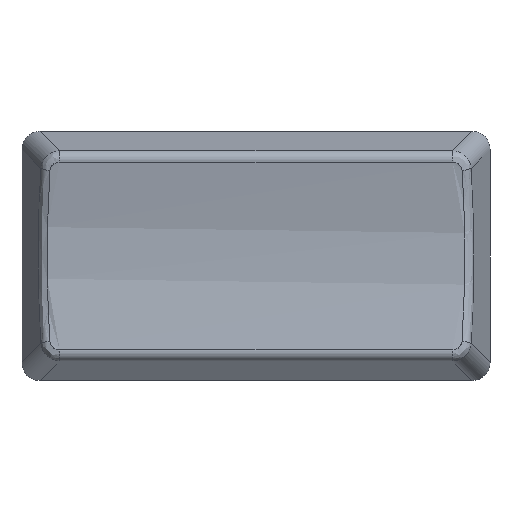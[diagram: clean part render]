
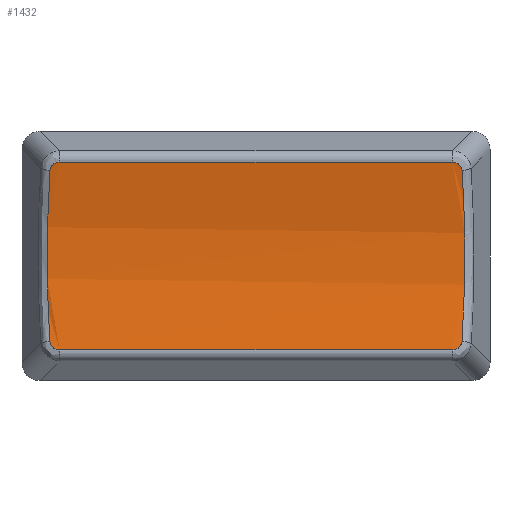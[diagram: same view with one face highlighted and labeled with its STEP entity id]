
A CAD part, top view. The second image highlights one B-rep face of the part: STEP entity #1432.
In plain terms, the highlighted free-form (B-spline) face has degree [3, 1] with [6, 2] control points.
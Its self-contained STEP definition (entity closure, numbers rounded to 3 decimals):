
#1293=CARTESIAN_POINT('',(-60.415,-118.784,2.235));
#1294=CARTESIAN_POINT('',(-88.085,-118.784,2.235));
#1295=CARTESIAN_POINT('',(-60.415,-120.856,1.745));
#1296=CARTESIAN_POINT('',(-88.085,-120.856,1.745));
#1297=CARTESIAN_POINT('',(-60.415,-122.928,1.5));
#1298=CARTESIAN_POINT('',(-88.085,-122.928,1.5));
#1299=CARTESIAN_POINT('',(-60.415,-127.072,1.5));
#1300=CARTESIAN_POINT('',(-88.085,-127.072,1.5));
#1301=CARTESIAN_POINT('',(-60.415,-129.144,1.745));
#1302=CARTESIAN_POINT('',(-88.085,-129.144,1.745));
#1303=CARTESIAN_POINT('',(-60.415,-131.216,2.235));
#1304=CARTESIAN_POINT('',(-88.085,-131.216,2.235));
#1305=B_SPLINE_SURFACE_WITH_KNOTS('',3,1,((#1293,#1294),(#1295,#1296),(#1297,#1298),(#1299,#1300),(#1301,#1302),(#1303,#1304)),.UNSPECIFIED.,.F.,.F.,.U.,(4,2,4),(2,2),(0.071,0.5,0.929),(0.16,0.929),.UNSPECIFIED.);
#1306=CARTESIAN_POINT('',(-87.261,-118.784,2.235));
#1307=VERTEX_POINT('',#1306);
#1308=CARTESIAN_POINT('',(-87.897,-119.333,2.111));
#1309=VERTEX_POINT('',#1308);
#1310=CARTESIAN_POINT('',(-87.261,-118.784,2.235));
#1311=CARTESIAN_POINT('',(-87.34,-118.784,2.235));
#1312=CARTESIAN_POINT('',(-87.419,-118.798,2.232));
#1313=CARTESIAN_POINT('',(-87.493,-118.824,2.226));
#1314=CARTESIAN_POINT('',(-87.566,-118.85,2.22));
#1315=CARTESIAN_POINT('',(-87.635,-118.889,2.21));
#1316=CARTESIAN_POINT('',(-87.694,-118.939,2.199));
#1317=CARTESIAN_POINT('',(-87.753,-118.988,2.188));
#1318=CARTESIAN_POINT('',(-87.802,-119.049,2.174));
#1319=CARTESIAN_POINT('',(-87.837,-119.116,2.159));
#1320=CARTESIAN_POINT('',(-87.872,-119.184,2.144));
#1321=CARTESIAN_POINT('',(-87.892,-119.257,2.127));
#1322=CARTESIAN_POINT('',(-87.897,-119.333,2.111));
#1323=B_SPLINE_CURVE_WITH_KNOTS('',3,(#1310,#1311,#1312,#1313,#1314,#1315,#1316,#1317,#1318,#1319,#1320,#1321,#1322),.UNSPECIFIED.,.F.,.F.,(4,3,3,3,4),(-0.,0.,0.,0.001,0.001),.UNSPECIFIED.);
#1324=EDGE_CURVE('',#1307,#1309,#1323,.T.);
#1325=ORIENTED_EDGE('',*,*,#1324,.T.);
#1326=CARTESIAN_POINT('',(-87.897,-130.667,2.111));
#1327=VERTEX_POINT('',#1326);
#1328=CARTESIAN_POINT('',(-87.897,-119.333,2.111));
#1329=CARTESIAN_POINT('',(-87.959,-120.265,1.91));
#1330=CARTESIAN_POINT('',(-88.006,-121.203,1.757));
#1331=CARTESIAN_POINT('',(-88.037,-122.149,1.655));
#1332=CARTESIAN_POINT('',(-88.053,-122.622,1.603));
#1333=CARTESIAN_POINT('',(-88.065,-123.098,1.565));
#1334=CARTESIAN_POINT('',(-88.073,-123.573,1.539));
#1335=CARTESIAN_POINT('',(-88.081,-124.049,1.513));
#1336=CARTESIAN_POINT('',(-88.085,-124.524,1.5));
#1337=CARTESIAN_POINT('',(-88.085,-125.,1.5));
#1338=CARTESIAN_POINT('',(-88.085,-125.475,1.5));
#1339=CARTESIAN_POINT('',(-88.081,-125.951,1.513));
#1340=CARTESIAN_POINT('',(-88.073,-126.426,1.539));
#1341=CARTESIAN_POINT('',(-88.065,-126.902,1.565));
#1342=CARTESIAN_POINT('',(-88.053,-127.378,1.603));
#1343=CARTESIAN_POINT('',(-88.038,-127.851,1.655));
#1344=CARTESIAN_POINT('',(-88.006,-128.797,1.757));
#1345=CARTESIAN_POINT('',(-87.959,-129.735,1.91));
#1346=CARTESIAN_POINT('',(-87.897,-130.667,2.111));
#1347=B_SPLINE_CURVE_WITH_KNOTS('',3,(#1328,#1329,#1330,#1331,#1332,#1333,#1334,#1335,#1336,#1337,#1338,#1339,#1340,#1341,#1342,#1343,#1344,#1345,#1346),.UNSPECIFIED.,.F.,.F.,(4,3,3,3,3,3,4),(0.,0.003,0.004,0.006,0.007,0.009,0.012),.UNSPECIFIED.);
#1348=EDGE_CURVE('',#1309,#1327,#1347,.T.);
#1349=ORIENTED_EDGE('',*,*,#1348,.T.);
#1350=CARTESIAN_POINT('',(-87.261,-131.216,2.235));
#1351=VERTEX_POINT('',#1350);
#1352=CARTESIAN_POINT('',(-87.897,-130.667,2.111));
#1353=CARTESIAN_POINT('',(-87.887,-130.819,2.144));
#1354=CARTESIAN_POINT('',(-87.812,-130.962,2.176));
#1355=CARTESIAN_POINT('',(-87.694,-131.062,2.199));
#1356=CARTESIAN_POINT('',(-87.575,-131.162,2.222));
#1357=CARTESIAN_POINT('',(-87.42,-131.216,2.235));
#1358=CARTESIAN_POINT('',(-87.261,-131.216,2.235));
#1359=B_SPLINE_CURVE_WITH_KNOTS('',3,(#1352,#1353,#1354,#1355,#1356,#1357,#1358),.UNSPECIFIED.,.F.,.F.,(4,3,4),(-0.,0.,0.001),.UNSPECIFIED.);
#1360=EDGE_CURVE('',#1327,#1351,#1359,.T.);
#1361=ORIENTED_EDGE('',*,*,#1360,.T.);
#1362=CARTESIAN_POINT('',(-61.239,-131.216,2.235));
#1363=VERTEX_POINT('',#1362);
#1364=CARTESIAN_POINT('',(-87.261,-131.216,2.235));
#1365=DIRECTION('',(1.,-0.,-0.));
#1366=VECTOR('',#1365,26.022);
#1367=LINE('',#1364,#1366);
#1368=EDGE_CURVE('',#1351,#1363,#1367,.T.);
#1369=ORIENTED_EDGE('',*,*,#1368,.T.);
#1370=CARTESIAN_POINT('',(-60.603,-130.667,2.111));
#1371=VERTEX_POINT('',#1370);
#1372=CARTESIAN_POINT('',(-61.239,-131.216,2.235));
#1373=CARTESIAN_POINT('',(-61.16,-131.216,2.235));
#1374=CARTESIAN_POINT('',(-61.081,-131.202,2.232));
#1375=CARTESIAN_POINT('',(-61.007,-131.176,2.226));
#1376=CARTESIAN_POINT('',(-60.934,-131.15,2.22));
#1377=CARTESIAN_POINT('',(-60.865,-131.111,2.21));
#1378=CARTESIAN_POINT('',(-60.806,-131.061,2.199));
#1379=CARTESIAN_POINT('',(-60.747,-131.012,2.188));
#1380=CARTESIAN_POINT('',(-60.698,-130.951,2.174));
#1381=CARTESIAN_POINT('',(-60.663,-130.884,2.159));
#1382=CARTESIAN_POINT('',(-60.628,-130.816,2.144));
#1383=CARTESIAN_POINT('',(-60.608,-130.743,2.127));
#1384=CARTESIAN_POINT('',(-60.603,-130.667,2.111));
#1385=B_SPLINE_CURVE_WITH_KNOTS('',3,(#1372,#1373,#1374,#1375,#1376,#1377,#1378,#1379,#1380,#1381,#1382,#1383,#1384),.UNSPECIFIED.,.F.,.F.,(4,3,3,3,4),(0.,0.,0.,0.001,0.001),.UNSPECIFIED.);
#1386=EDGE_CURVE('',#1363,#1371,#1385,.T.);
#1387=ORIENTED_EDGE('',*,*,#1386,.T.);
#1388=CARTESIAN_POINT('',(-60.603,-119.333,2.111));
#1389=VERTEX_POINT('',#1388);
#1390=CARTESIAN_POINT('',(-60.603,-130.667,2.111));
#1391=CARTESIAN_POINT('',(-60.541,-129.735,1.91));
#1392=CARTESIAN_POINT('',(-60.494,-128.797,1.757));
#1393=CARTESIAN_POINT('',(-60.463,-127.851,1.655));
#1394=CARTESIAN_POINT('',(-60.447,-127.378,1.603));
#1395=CARTESIAN_POINT('',(-60.435,-126.902,1.565));
#1396=CARTESIAN_POINT('',(-60.427,-126.427,1.539));
#1397=CARTESIAN_POINT('',(-60.419,-125.951,1.513));
#1398=CARTESIAN_POINT('',(-60.415,-125.476,1.5));
#1399=CARTESIAN_POINT('',(-60.415,-125.,1.5));
#1400=CARTESIAN_POINT('',(-60.415,-124.525,1.5));
#1401=CARTESIAN_POINT('',(-60.419,-124.049,1.513));
#1402=CARTESIAN_POINT('',(-60.427,-123.574,1.539));
#1403=CARTESIAN_POINT('',(-60.435,-123.098,1.565));
#1404=CARTESIAN_POINT('',(-60.447,-122.622,1.603));
#1405=CARTESIAN_POINT('',(-60.462,-122.149,1.655));
#1406=CARTESIAN_POINT('',(-60.494,-121.203,1.757));
#1407=CARTESIAN_POINT('',(-60.541,-120.265,1.91));
#1408=CARTESIAN_POINT('',(-60.603,-119.333,2.111));
#1409=B_SPLINE_CURVE_WITH_KNOTS('',3,(#1390,#1391,#1392,#1393,#1394,#1395,#1396,#1397,#1398,#1399,#1400,#1401,#1402,#1403,#1404,#1405,#1406,#1407,#1408),.UNSPECIFIED.,.F.,.F.,(4,3,3,3,3,3,4),(0.,0.003,0.004,0.006,0.007,0.009,0.012),.UNSPECIFIED.);
#1410=EDGE_CURVE('',#1371,#1389,#1409,.T.);
#1411=ORIENTED_EDGE('',*,*,#1410,.T.);
#1412=CARTESIAN_POINT('',(-61.239,-118.784,2.235));
#1413=VERTEX_POINT('',#1412);
#1414=CARTESIAN_POINT('',(-60.603,-119.333,2.111));
#1415=CARTESIAN_POINT('',(-60.613,-119.181,2.144));
#1416=CARTESIAN_POINT('',(-60.688,-119.038,2.176));
#1417=CARTESIAN_POINT('',(-60.806,-118.938,2.199));
#1418=CARTESIAN_POINT('',(-60.925,-118.838,2.222));
#1419=CARTESIAN_POINT('',(-61.08,-118.784,2.235));
#1420=CARTESIAN_POINT('',(-61.239,-118.784,2.235));
#1421=B_SPLINE_CURVE_WITH_KNOTS('',3,(#1414,#1415,#1416,#1417,#1418,#1419,#1420),.UNSPECIFIED.,.F.,.F.,(4,3,4),(0.,0.,0.001),.UNSPECIFIED.);
#1422=EDGE_CURVE('',#1389,#1413,#1421,.T.);
#1423=ORIENTED_EDGE('',*,*,#1422,.T.);
#1424=CARTESIAN_POINT('',(-61.239,-118.784,2.235));
#1425=DIRECTION('',(-1.,0.,0.));
#1426=VECTOR('',#1425,26.022);
#1427=LINE('',#1424,#1426);
#1428=EDGE_CURVE('',#1413,#1307,#1427,.T.);
#1429=ORIENTED_EDGE('',*,*,#1428,.T.);
#1430=EDGE_LOOP('',(#1325,#1349,#1361,#1369,#1387,#1411,#1423,#1429));
#1431=FACE_BOUND('',#1430,.T.);
#1432=ADVANCED_FACE('',(#1431),#1305,.F.);
